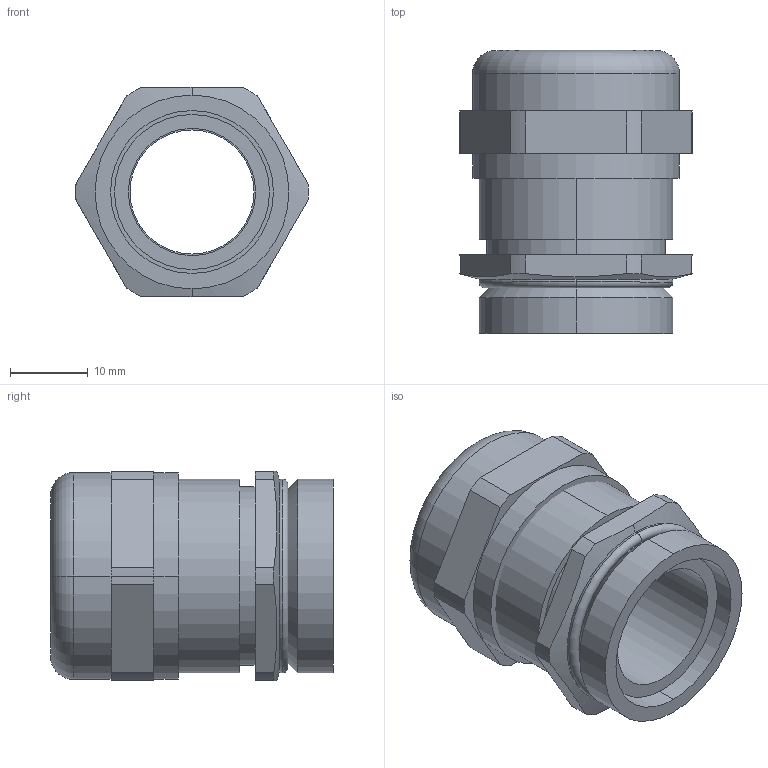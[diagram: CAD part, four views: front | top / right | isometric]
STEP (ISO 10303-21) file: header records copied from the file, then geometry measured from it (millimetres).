
FILE_DESCRIPTION (( 'STEP AP214' ), '1' );
FILE_NAME ('2086036.stp', '2020-01-09T14:51:24', ( '' ), ( '' ), 'SwSTEP 2.0', 'SolidWorks 2018', '' );
FILE_SCHEMA (( 'AUTOMOTIVE_DESIGN' ));
Length unit declared in the file: millimetre
Products named in the file (6): 011344_M25 2086173; EV743_M25; 012463_M25 2086173; 012279_M25 2086173; 2086036; 011359_M25 2086036
Assembly tree (5 placements, depth 2):
  2086036
    011359_M25 2086036
    EV743_M25
    012279_M25 2086173
    012463_M25 2086173
    011344_M25 2086173
Bounding box: 30 x 36.5 x 27 mm (x, y, z)
Volume: 10517 mm3; surface area: 12892.2 mm2
Topology: 5 solids, 5 shells, 91 faces, 205 edges, 128 vertices
Faces by surface type: cylinder 41, plane 26, cone 16, torus 8
Entity records: 2861 total; most frequent: DIRECTION 505, CARTESIAN_POINT 464, ORIENTED_EDGE 410, AXIS2_PLACEMENT_3D 209, EDGE_CURVE 205, VERTEX_POINT 128, CIRCLE 110, EDGE_LOOP 105
